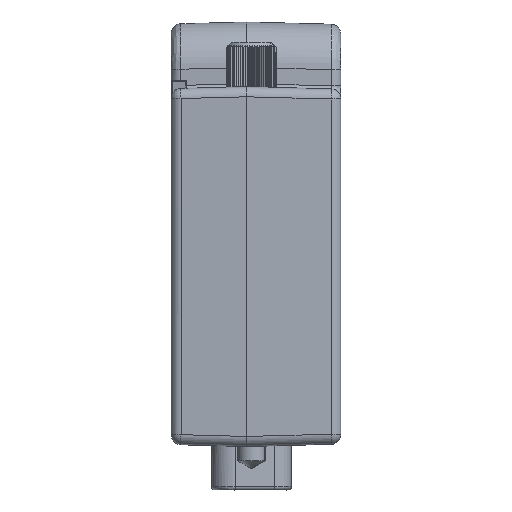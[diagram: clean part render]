
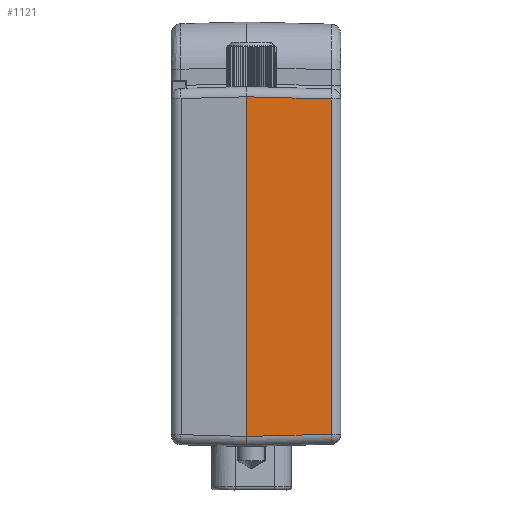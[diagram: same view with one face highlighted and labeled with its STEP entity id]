
A CAD part, left-side view. The second image highlights one B-rep face of the part: STEP entity #1121.
In plain terms, the highlighted planar face has unit normal (-1, -0.026, 0).
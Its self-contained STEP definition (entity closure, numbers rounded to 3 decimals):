
#1101=AXIS2_PLACEMENT_3D('Plane Axis2P3D',#1098,#1099,#1100) ;
#373=CARTESIAN_POINT('Vertex',(0.01,9.3,38.9)) ;
#376=CARTESIAN_POINT('Line Origine',(0.008,9.406,38.903)) ;
#380=CARTESIAN_POINT('Vertex',(0.228,0.974,38.682)) ;
#1067=CARTESIAN_POINT('Vertex',(0.01,9.3,5.3)) ;
#1070=CARTESIAN_POINT('Line Origine',(0.01,9.3,22.1)) ;
#1098=CARTESIAN_POINT('Axis2P3D Location',(0.254,0.013,25.3)) ;
#1103=CARTESIAN_POINT('Line Origine',(0.228,0.974,22.1)) ;
#1107=CARTESIAN_POINT('Vertex',(0.228,0.974,5.518)) ;
#1110=CARTESIAN_POINT('Line Origine',(0.119,5.137,5.409)) ;
#377=DIRECTION('Vector Direction',(0.026,-0.999,-0.026)) ;
#1071=DIRECTION('Vector Direction',(0.,0.,1.)) ;
#1099=DIRECTION('Axis2P3D Direction',(-1.,-0.026,-0.)) ;
#1100=DIRECTION('Axis2P3D XDirection',(-0.026,1.,0.)) ;
#1104=DIRECTION('Vector Direction',(0.,0.,1.)) ;
#1111=DIRECTION('Vector Direction',(0.026,-0.999,0.026)) ;
#378=VECTOR('Line Direction',#377,1.) ;
#1072=VECTOR('Line Direction',#1071,1.) ;
#1105=VECTOR('Line Direction',#1104,1.) ;
#1112=VECTOR('Line Direction',#1111,1.) ;
#1116=ORIENTED_EDGE('',*,*,#1109,.T.) ;
#1117=ORIENTED_EDGE('',*,*,#382,.T.) ;
#1118=ORIENTED_EDGE('',*,*,#1074,.F.) ;
#1119=ORIENTED_EDGE('',*,*,#1114,.T.) ;
#1121=ADVANCED_FACE('Hauptk\X2\00F6\X0\rper',(#1120),#1102,.T.) ;
#382=EDGE_CURVE('',#381,#374,#379,.F.) ;
#1074=EDGE_CURVE('',#1068,#374,#1073,.T.) ;
#1109=EDGE_CURVE('',#1108,#381,#1106,.T.) ;
#1114=EDGE_CURVE('',#1068,#1108,#1113,.T.) ;
#1115=EDGE_LOOP('',(#1116,#1117,#1118,#1119)) ;
#1120=FACE_OUTER_BOUND('',#1115,.T.) ;
#379=LINE('Line',#376,#378) ;
#1073=LINE('Line',#1070,#1072) ;
#1106=LINE('Line',#1103,#1105) ;
#1113=LINE('Line',#1110,#1112) ;
#1102=PLANE('',#1101) ;
#374=VERTEX_POINT('',#373) ;
#381=VERTEX_POINT('',#380) ;
#1068=VERTEX_POINT('',#1067) ;
#1108=VERTEX_POINT('',#1107) ;
